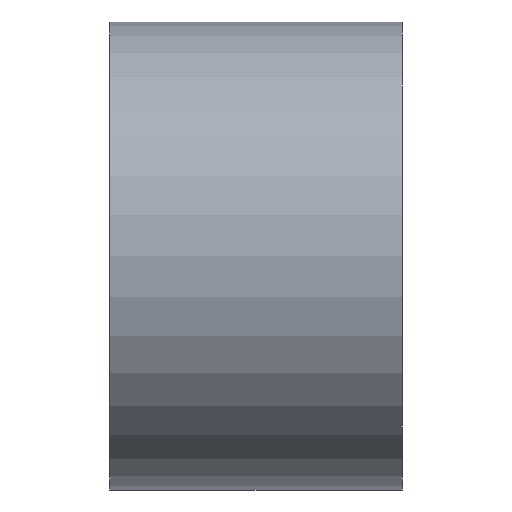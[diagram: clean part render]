
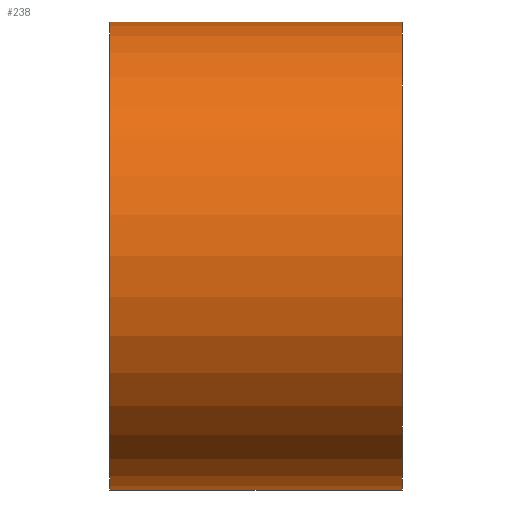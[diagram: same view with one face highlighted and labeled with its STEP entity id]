
A CAD part, left-side view. The second image highlights one B-rep face of the part: STEP entity #238.
In plain terms, the highlighted cylindrical face has radius 4 mm (diameter 8 mm), a partial arc.
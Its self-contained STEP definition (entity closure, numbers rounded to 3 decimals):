
#1 = EDGE_CURVE ( 'NONE', #304, #156, #91, .T. ) ;
#3 = VECTOR ( 'NONE', #320, 1000. ) ;
#4 = ORIENTED_EDGE ( 'NONE', *, *, #73, .T. ) ;
#16 = CARTESIAN_POINT ( 'NONE',  ( 0., 0., 0. ) ) ;
#22 = VECTOR ( 'NONE', #240, 1000. ) ;
#33 = AXIS2_PLACEMENT_3D ( 'NONE', #208, #133, #260 ) ;
#65 = VERTEX_POINT ( 'NONE', #160 ) ;
#73 = EDGE_CURVE ( 'NONE', #65, #169, #199, .T. ) ;
#91 = CIRCLE ( 'NONE', #33, 4. ) ;
#100 = CARTESIAN_POINT ( 'NONE',  ( 0., 5., -4. ) ) ;
#114 = EDGE_LOOP ( 'NONE', ( #172, #230, #132, #4 ) ) ;
#132 = ORIENTED_EDGE ( 'NONE', *, *, #249, .T. ) ;
#133 = DIRECTION ( 'NONE',  ( 0., 1., 0. ) ) ;
#148 = FACE_OUTER_BOUND ( 'NONE', #114, .T. ) ;
#156 = VERTEX_POINT ( 'NONE', #168 ) ;
#158 = DIRECTION ( 'NONE',  ( 0., 1., 0. ) ) ;
#160 = CARTESIAN_POINT ( 'NONE',  ( 0., 0., -4. ) ) ;
#165 = AXIS2_PLACEMENT_3D ( 'NONE', #166, #322, #293 ) ;
#166 = CARTESIAN_POINT ( 'NONE',  ( 0., 5., 0. ) ) ;
#168 = CARTESIAN_POINT ( 'NONE',  ( 0., 5., 4. ) ) ;
#169 = VERTEX_POINT ( 'NONE', #264 ) ;
#172 = ORIENTED_EDGE ( 'NONE', *, *, #259, .F. ) ;
#189 = CARTESIAN_POINT ( 'NONE',  ( 0., 5., -4. ) ) ;
#199 = CIRCLE ( 'NONE', #247, 4. ) ;
#205 = DIRECTION ( 'NONE',  ( 0., 0., 1. ) ) ;
#208 = CARTESIAN_POINT ( 'NONE',  ( 0., 5., 0. ) ) ;
#230 = ORIENTED_EDGE ( 'NONE', *, *, #1, .F. ) ;
#236 = CARTESIAN_POINT ( 'NONE',  ( 0., 5., 4. ) ) ;
#238 = ADVANCED_FACE ( 'NONE', ( #148 ), #295, .T. ) ;
#240 = DIRECTION ( 'NONE',  ( 0., -1., 0. ) ) ;
#247 = AXIS2_PLACEMENT_3D ( 'NONE', #16, #158, #205 ) ;
#249 = EDGE_CURVE ( 'NONE', #304, #65, #262, .T. ) ;
#259 = EDGE_CURVE ( 'NONE', #156, #169, #324, .T. ) ;
#260 = DIRECTION ( 'NONE',  ( 0., 0., 1. ) ) ;
#262 = LINE ( 'NONE', #189, #22 ) ;
#264 = CARTESIAN_POINT ( 'NONE',  ( 0., 0., 4. ) ) ;
#293 = DIRECTION ( 'NONE',  ( 0., 0., -1. ) ) ;
#295 = CYLINDRICAL_SURFACE ( 'NONE', #165, 4. ) ;
#304 = VERTEX_POINT ( 'NONE', #100 ) ;
#320 = DIRECTION ( 'NONE',  ( 0., -1., 0. ) ) ;
#322 = DIRECTION ( 'NONE',  ( 0., -1., 0. ) ) ;
#324 = LINE ( 'NONE', #236, #3 ) ;
